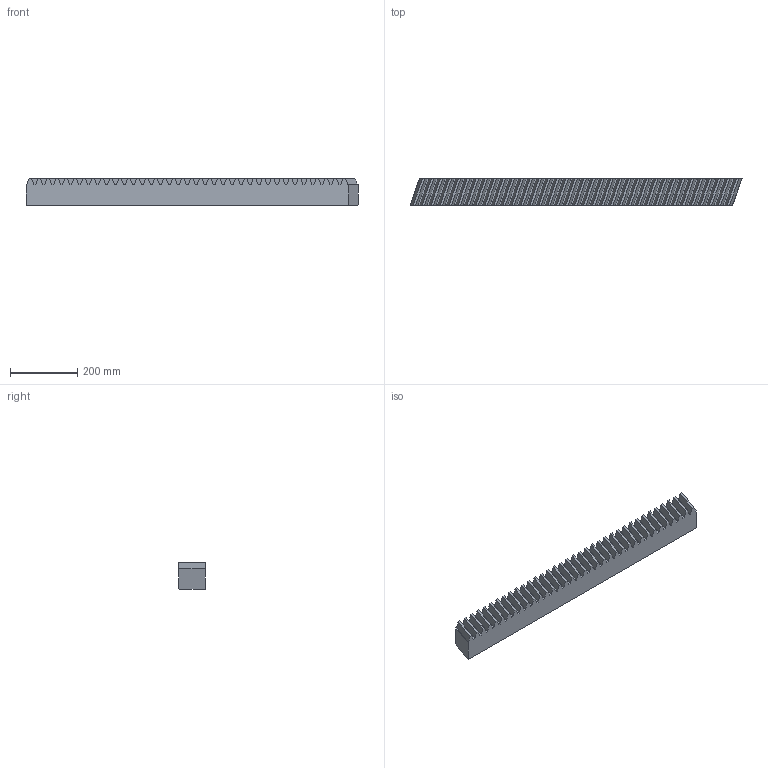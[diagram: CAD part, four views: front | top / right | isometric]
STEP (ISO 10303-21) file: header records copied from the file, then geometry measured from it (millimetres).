
FILE_DESCRIPTION(('STEP AP214'),'1');
FILE_NAME('143-080-310.stp','2017-10-09T08:06:19',('TraceParts'),('TraceParts S.A.'),'Spatial InterOp 3D',' ',' ');
FILE_SCHEMA(('automotive_design'));
Length unit declared in the file: millimetre
Products named in the file (1): 143-080-310
Bounding box: 986.68 x 79 x 79 mm (x, y, z)
Volume: 5337553.5 mm3; surface area: 371302.5 mm2
Topology: 1 solids, 1 shells, 151 faces, 447 edges, 298 vertices
Faces by surface type: plane 151
Entity records: 6174 total; most frequent: CARTESIAN_POINT 897, ORIENTED_EDGE 894, DIRECTION 751, EDGE_CURVE 447, LINE 447, VECTOR 447, VERTEX_POINT 298, STYLED_ITEM 152
